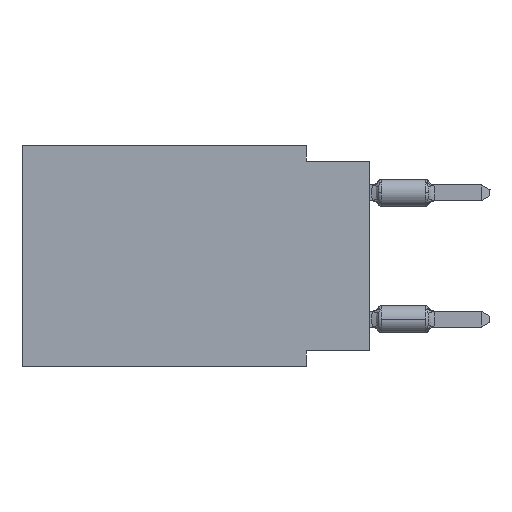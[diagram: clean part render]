
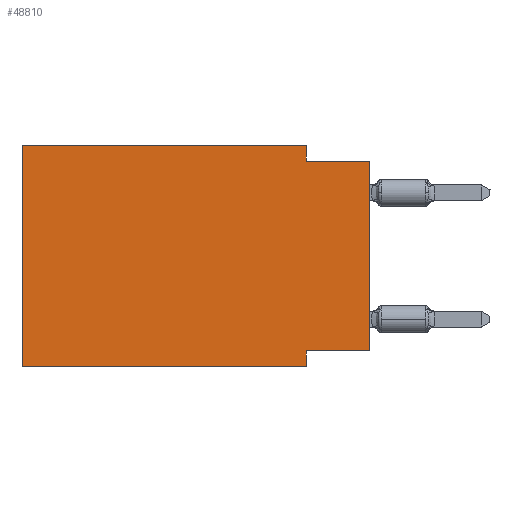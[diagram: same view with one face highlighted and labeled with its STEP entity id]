
A CAD part, left-side view. The second image highlights one B-rep face of the part: STEP entity #48810.
In plain terms, the highlighted planar face has unit normal (-1, 0, 0).
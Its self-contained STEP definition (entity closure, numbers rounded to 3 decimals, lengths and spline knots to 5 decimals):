
#380 = ORIENTED_EDGE ( 'NONE', *, *, #48516, .T. ) ;
#717 = VERTEX_POINT ( 'NONE', #13179 ) ;
#2391 = CARTESIAN_POINT ( 'NONE',  ( 0., 0.1, -0.35 ) ) ;
#2968 = DIRECTION ( 'NONE',  ( 0., -1., 0. ) ) ;
#4424 = VERTEX_POINT ( 'NONE', #36520 ) ;
#5752 = VECTOR ( 'NONE', #49986, 39.37008 ) ;
#6323 = EDGE_CURVE ( 'NONE', #25690, #32551, #47388, .T. ) ;
#6657 = DIRECTION ( 'NONE',  ( 0., 0., -1. ) ) ;
#7877 = CARTESIAN_POINT ( 'NONE',  ( 0., 0.55, -0.35 ) ) ;
#8355 = LINE ( 'NONE', #28258, #62980 ) ;
#10153 = VECTOR ( 'NONE', #17612, 39.37008 ) ;
#13179 = CARTESIAN_POINT ( 'NONE',  ( 0., 0., -0.025 ) ) ;
#13228 = PLANE ( 'NONE',  #17215 ) ;
#13579 = ORIENTED_EDGE ( 'NONE', *, *, #19042, .F. ) ;
#14951 = EDGE_LOOP ( 'NONE', ( #380, #13579, #63551, #63060, #48286, #30478, #21953, #15668 ) ) ;
#15433 = CARTESIAN_POINT ( 'NONE',  ( 0., 0.1, 0. ) ) ;
#15668 = ORIENTED_EDGE ( 'NONE', *, *, #17866, .F. ) ;
#16075 = LINE ( 'NONE', #15433, #5752 ) ;
#17215 = AXIS2_PLACEMENT_3D ( 'NONE', #32780, #32150, #52695 ) ;
#17482 = FACE_OUTER_BOUND ( 'NONE', #14951, .T. ) ;
#17611 = CARTESIAN_POINT ( 'NONE',  ( 0., 0., -0.325 ) ) ;
#17612 = DIRECTION ( 'NONE',  ( 0., -1., 0. ) ) ;
#17866 = EDGE_CURVE ( 'NONE', #46352, #53321, #47907, .T. ) ;
#17945 = DIRECTION ( 'NONE',  ( 0., -1., 0. ) ) ;
#19042 = EDGE_CURVE ( 'NONE', #4424, #717, #61684, .T. ) ;
#21887 = CARTESIAN_POINT ( 'NONE',  ( 0., 0.55, 0. ) ) ;
#21953 = ORIENTED_EDGE ( 'NONE', *, *, #42864, .F. ) ;
#22631 = CARTESIAN_POINT ( 'NONE',  ( 0., 0.55, 0. ) ) ;
#23371 = DIRECTION ( 'NONE',  ( 0., 0., 1. ) ) ;
#24625 = CARTESIAN_POINT ( 'NONE',  ( 0., 0.55, -0.35 ) ) ;
#25690 = VERTEX_POINT ( 'NONE', #24625 ) ;
#26441 = CARTESIAN_POINT ( 'NONE',  ( 0., 0.1, -0.35 ) ) ;
#28258 = CARTESIAN_POINT ( 'NONE',  ( 0., 0., 0. ) ) ;
#30478 = ORIENTED_EDGE ( 'NONE', *, *, #47533, .T. ) ;
#31550 = VECTOR ( 'NONE', #37803, 39.37008 ) ;
#31779 = EDGE_CURVE ( 'NONE', #41208, #4424, #16075, .T. ) ;
#32150 = DIRECTION ( 'NONE',  ( 1., 0., 0. ) ) ;
#32551 = VERTEX_POINT ( 'NONE', #21887 ) ;
#32717 = LINE ( 'NONE', #2391, #55374 ) ;
#32780 = CARTESIAN_POINT ( 'NONE',  ( 0., 0.55, 0. ) ) ;
#36520 = CARTESIAN_POINT ( 'NONE',  ( 0., 0.1, -0.025 ) ) ;
#37337 = CARTESIAN_POINT ( 'NONE',  ( 0., 0.1, -0.325 ) ) ;
#37803 = DIRECTION ( 'NONE',  ( 0., 1., 0. ) ) ;
#37808 = VERTEX_POINT ( 'NONE', #26441 ) ;
#41020 = VECTOR ( 'NONE', #17945, 39.37008 ) ;
#41208 = VERTEX_POINT ( 'NONE', #53008 ) ;
#42048 = LINE ( 'NONE', #62632, #10153 ) ;
#42864 = EDGE_CURVE ( 'NONE', #53321, #37808, #32717, .T. ) ;
#46352 = VERTEX_POINT ( 'NONE', #59056 ) ;
#47388 = LINE ( 'NONE', #22631, #61739 ) ;
#47533 = EDGE_CURVE ( 'NONE', #25690, #37808, #52559, .T. ) ;
#47907 = LINE ( 'NONE', #17611, #31550 ) ;
#48286 = ORIENTED_EDGE ( 'NONE', *, *, #6323, .F. ) ;
#48516 = EDGE_CURVE ( 'NONE', #46352, #717, #8355, .T. ) ;
#48810 = ADVANCED_FACE ( 'NONE', ( #17482 ), #13228, .F. ) ;
#49986 = DIRECTION ( 'NONE',  ( 0., 0., -1. ) ) ;
#51335 = DIRECTION ( 'NONE',  ( 0., 0., 1. ) ) ;
#52559 = LINE ( 'NONE', #7877, #62933 ) ;
#52695 = DIRECTION ( 'NONE',  ( 0., 0., -1. ) ) ;
#53008 = CARTESIAN_POINT ( 'NONE',  ( 0., 0.1, 0. ) ) ;
#53321 = VERTEX_POINT ( 'NONE', #37337 ) ;
#55374 = VECTOR ( 'NONE', #6657, 39.37008 ) ;
#59056 = CARTESIAN_POINT ( 'NONE',  ( 0., 0., -0.325 ) ) ;
#61684 = LINE ( 'NONE', #62644, #41020 ) ;
#61739 = VECTOR ( 'NONE', #51335, 39.37008 ) ;
#62383 = EDGE_CURVE ( 'NONE', #32551, #41208, #42048, .T. ) ;
#62632 = CARTESIAN_POINT ( 'NONE',  ( 0., 0.55, 0. ) ) ;
#62644 = CARTESIAN_POINT ( 'NONE',  ( 0., 0., -0.025 ) ) ;
#62933 = VECTOR ( 'NONE', #2968, 39.37008 ) ;
#62980 = VECTOR ( 'NONE', #23371, 39.37008 ) ;
#63060 = ORIENTED_EDGE ( 'NONE', *, *, #62383, .F. ) ;
#63551 = ORIENTED_EDGE ( 'NONE', *, *, #31779, .F. ) ;
